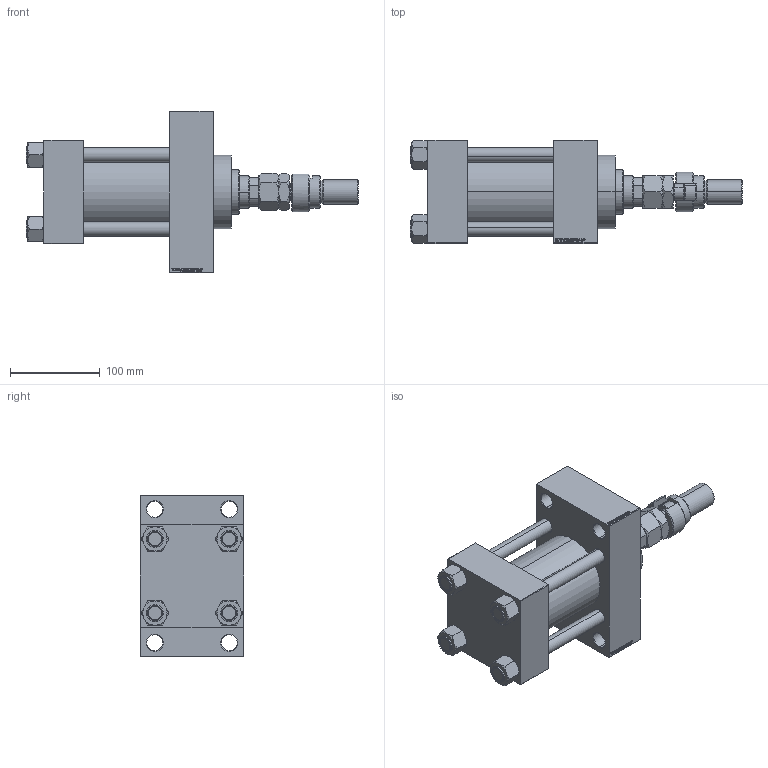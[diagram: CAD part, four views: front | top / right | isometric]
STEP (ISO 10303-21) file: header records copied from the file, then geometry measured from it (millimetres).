
FILE_DESCRIPTION (( 'STEP AP203' ), '1' );
FILE_NAME ('952a.STEP', '2024-04-03T07:02:35', ( '' ), ( '' ), 'SwSTEP 2.0', 'SolidWorks 2019', '' );
FILE_SCHEMA (( 'CONFIG_CONTROL_DESIGN' ));
Length unit declared in the file: millimetre
Products named in the file (9): V215CR_D_Body c10aeade166c70f417388860c39f27d3; V215CR_VCP_D c10aeade166c70f417388860c39f27d3; MFA c10aeade166c70f417388860c39f27d3; DFA c10aeade166c70f417388860c39f27d3; NUT_M5_D c10aeade166c70f417388860c39f27d3; V215CR_D_TYCINKA c10aeade166c70f417388860c39f27d3; FEMALE_PART_FOR_DFA c10aeade166c70f417388860c39f27d3; V215_VC_A c10aeade166c70f417388860c39f27d3; 952a
Assembly tree (14 placements, depth 3):
  952a
    V215CR_D_Body c10aeade166c70f417388860c39f27d3
    V215CR_VCP_D c10aeade166c70f417388860c39f27d3
    NUT_M5_D c10aeade166c70f417388860c39f27d3  x4
    V215CR_D_TYCINKA c10aeade166c70f417388860c39f27d3  x4
    V215_VC_A c10aeade166c70f417388860c39f27d3
    DFA c10aeade166c70f417388860c39f27d3
      FEMALE_PART_FOR_DFA c10aeade166c70f417388860c39f27d3
      MFA c10aeade166c70f417388860c39f27d3
Bounding box: 370.5 x 115 x 180 mm (x, y, z)
Volume: 2173871.4 mm3; surface area: 340092.4 mm2
Topology: 13 solids, 13 shells, 1237 faces, 3086 edges, 1989 vertices
Faces by surface type: plane 573, bspline 368, cone 182, cylinder 102, torus 12
Entity records: 50568 total; most frequent: CARTESIAN_POINT 25964, ORIENTED_EDGE 5436, DIRECTION 3650, EDGE_CURVE 2718, VERTEX_POINT 1767, VECTOR 1586, LINE 1586, EDGE_LOOP 1215
